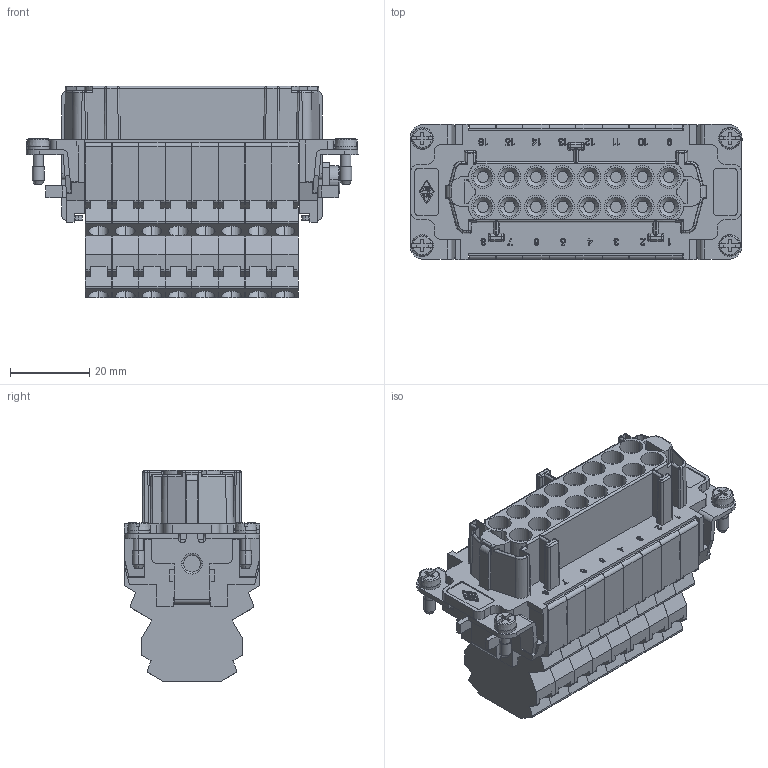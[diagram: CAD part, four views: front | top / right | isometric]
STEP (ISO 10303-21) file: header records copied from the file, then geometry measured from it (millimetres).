
FILE_DESCRIPTION(('Creo Elements/Direct Modeling STEP Export'),'2;1');
FILE_NAME('0lndrr043n6uli83952','2016-07-14T13:58:44',(''),(''),'PTC Creo Elements/Direct Modeling STEP processor for AP214 (Solid Model)','PTC Creo Elements/Direct Modeling 19.0B 21-Mar-2015 (C) Parametric Technology GmbH','');
FILE_SCHEMA(('AUTOMOTIVE_DESIGN { 1 0 10303 214 1 1 1 1 }'));
Products named in the file (2): CSSF_16
Assembly tree (1 placements, depth 2):
  CSSF_16
    CSSF_16
Bounding box: 83.6 x 34 x 53.2 mm (x, y, z)
Volume: 70298.1 mm3; surface area: 42627.7 mm2
Topology: 1 solids, 5 shells, 1794 faces, 6557 edges, 4847 vertices
Faces by surface type: plane 1169, cylinder 463, cone 114, sphere 16, torus 14, bspline 10, extrusion 8
Entity records: 97401 total; most frequent: CARTESIAN_POINT 27410, ORIENTED_EDGE 13082, DIRECTION 10266, EDGE_CURVE 6541, VECTOR 5118, LINE 5110, VERTEX_POINT 4847, AXIS2_PLACEMENT_3D 2574
